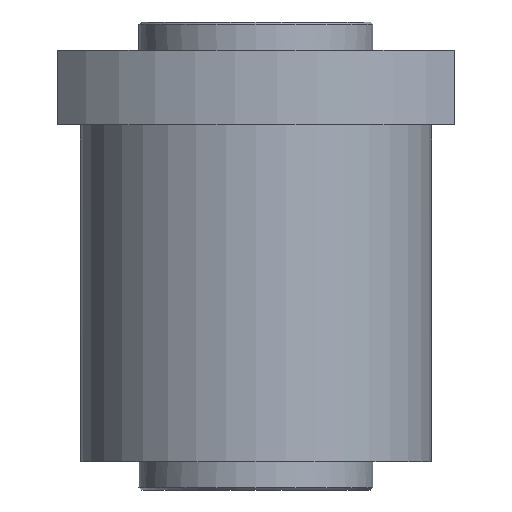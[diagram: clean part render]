
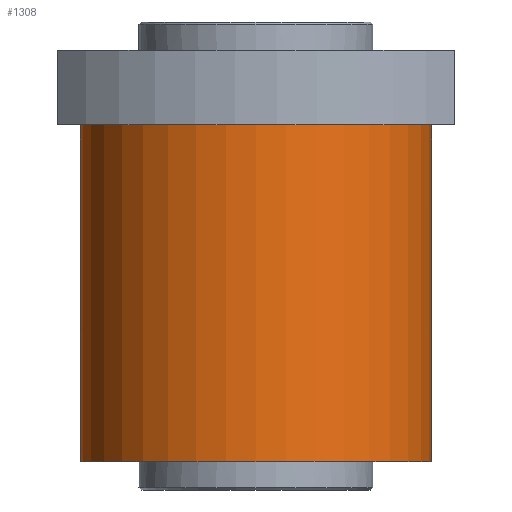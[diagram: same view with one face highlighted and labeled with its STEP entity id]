
A CAD part, front view. The second image highlights one B-rep face of the part: STEP entity #1308.
In plain terms, the highlighted cylindrical face has radius 37.5 mm (diameter 75 mm), a full revolution.
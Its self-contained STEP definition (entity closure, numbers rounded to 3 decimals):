
#185=B_SPLINE_CURVE_WITH_KNOTS('',3,(#2263,#2264,#2265,#2266,#2267,#2268,
#2269,#2270,#2271,#2272,#2273),.UNSPECIFIED.,.T.,.F.,(1,1,1,1,1,1,1,1,1,
1,1,1,1,1,1),(-0.004,-0.002,-0.001,
0.,0.001,0.002,0.004,0.005,
0.006,0.007,0.008,0.009,
0.011,0.012,0.013),.UNSPECIFIED.);
#186=B_SPLINE_CURVE_WITH_KNOTS('',3,(#2277,#2278,#2279,#2280,#2281,#2282,
#2283,#2284,#2285,#2286,#2287),.UNSPECIFIED.,.T.,.F.,(1,1,1,1,1,1,1,1,1,
1,1,1,1,1,1),(-0.004,-0.002,-0.001,
0.,0.001,0.002,0.004,0.005,
0.006,0.007,0.008,0.009,
0.011,0.012,0.013),.UNSPECIFIED.);
#315=ORIENTED_EDGE('',*,*,#669,.T.);
#316=ORIENTED_EDGE('',*,*,#670,.T.);
#317=ORIENTED_EDGE('',*,*,#671,.F.);
#318=ORIENTED_EDGE('',*,*,#672,.T.);
#669=EDGE_CURVE('',#825,#825,#931,.T.);
#670=EDGE_CURVE('',#826,#826,#185,.T.);
#671=EDGE_CURVE('',#827,#827,#932,.T.);
#672=EDGE_CURVE('',#828,#828,#186,.T.);
#825=VERTEX_POINT('',#2262);
#826=VERTEX_POINT('',#2274);
#827=VERTEX_POINT('',#2276);
#828=VERTEX_POINT('',#2288);
#931=CIRCLE('',#1446,37.5);
#932=CIRCLE('',#1447,37.5);
#1005=EDGE_LOOP('',(#315));
#1006=EDGE_LOOP('',(#316));
#1007=EDGE_LOOP('',(#317));
#1008=EDGE_LOOP('',(#318));
#1135=FACE_BOUND('',#1005,.T.);
#1136=FACE_BOUND('',#1006,.T.);
#1137=FACE_BOUND('',#1007,.T.);
#1138=FACE_BOUND('',#1008,.T.);
#1245=CYLINDRICAL_SURFACE('',#1445,37.5);
#1308=ADVANCED_FACE('',(#1135,#1136,#1137,#1138),#1245,.T.);
#1445=AXIS2_PLACEMENT_3D('',#2260,#1703,#1704);
#1446=AXIS2_PLACEMENT_3D('',#2261,#1705,#1706);
#1447=AXIS2_PLACEMENT_3D('',#2275,#1707,#1708);
#1703=DIRECTION('',(0.,0.,-1.));
#1704=DIRECTION('',(-1.,0.,0.));
#1705=DIRECTION('',(0.,0.,-1.));
#1706=DIRECTION('',(-1.,0.,0.));
#1707=DIRECTION('',(0.,0.,-1.));
#1708=DIRECTION('',(-1.,0.,0.));
#2260=CARTESIAN_POINT('',(0.,0.,0.));
#2261=CARTESIAN_POINT('',(0.,0.,72.));
#2262=CARTESIAN_POINT('',(-37.5,0.,72.));
#2263=CARTESIAN_POINT('',(37.485,-1.177,4.174));
#2264=CARTESIAN_POINT('',(37.508,0.,4.663));
#2265=CARTESIAN_POINT('',(37.485,1.176,4.175));
#2266=CARTESIAN_POINT('',(37.462,1.662,3.001));
#2267=CARTESIAN_POINT('',(37.485,1.176,1.825));
#2268=CARTESIAN_POINT('',(37.507,0.,1.338));
#2269=CARTESIAN_POINT('',(37.485,-1.174,1.823));
#2270=CARTESIAN_POINT('',(37.462,-1.662,2.998));
#2271=CARTESIAN_POINT('',(37.485,-1.177,4.174));
#2272=CARTESIAN_POINT('',(37.508,0.,4.663));
#2273=CARTESIAN_POINT('',(37.485,1.176,4.175));
#2274=CARTESIAN_POINT('',(37.5,0.,4.5));
#2275=CARTESIAN_POINT('',(0.,0.,0.));
#2276=CARTESIAN_POINT('',(-37.5,0.,0.));
#2277=CARTESIAN_POINT('',(-37.485,1.177,4.174));
#2278=CARTESIAN_POINT('',(-37.508,0.,4.663));
#2279=CARTESIAN_POINT('',(-37.485,-1.176,4.175));
#2280=CARTESIAN_POINT('',(-37.462,-1.662,3.001));
#2281=CARTESIAN_POINT('',(-37.485,-1.176,1.825));
#2282=CARTESIAN_POINT('',(-37.507,0.,1.338));
#2283=CARTESIAN_POINT('',(-37.485,1.174,1.823));
#2284=CARTESIAN_POINT('',(-37.462,1.662,2.998));
#2285=CARTESIAN_POINT('',(-37.485,1.177,4.174));
#2286=CARTESIAN_POINT('',(-37.508,0.,4.663));
#2287=CARTESIAN_POINT('',(-37.485,-1.176,4.175));
#2288=CARTESIAN_POINT('',(-37.5,0.,4.5));
